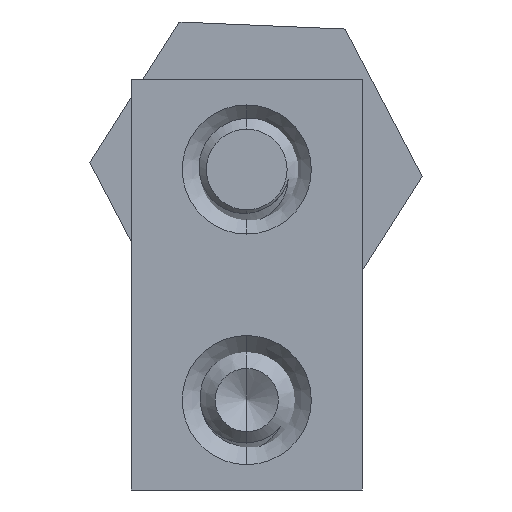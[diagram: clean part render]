
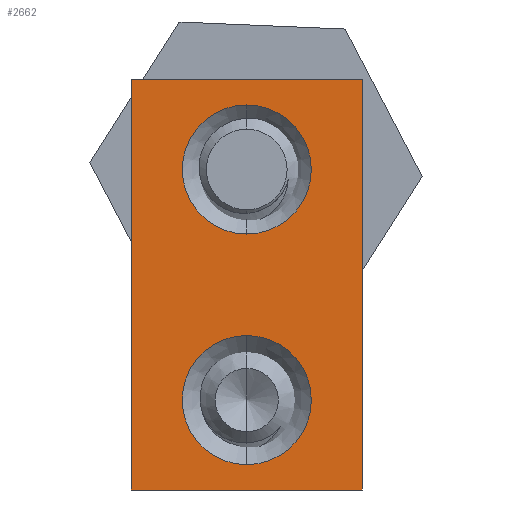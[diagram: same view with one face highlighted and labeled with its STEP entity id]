
A CAD part, front view. The second image highlights one B-rep face of the part: STEP entity #2662.
In plain terms, the highlighted planar face has unit normal (0, -1, 0).
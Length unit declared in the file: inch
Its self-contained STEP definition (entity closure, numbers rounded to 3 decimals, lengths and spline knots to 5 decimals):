
#118 = DIRECTION ( 'NONE',  ( 1., 0., 0. ) ) ;
#126 = CARTESIAN_POINT ( 'NONE',  ( 0., 0., 0.39 ) ) ;
#197 = PLANE ( 'NONE',  #2023 ) ;
#206 = DIRECTION ( 'NONE',  ( 0., 0., 1. ) ) ;
#290 = DIRECTION ( 'NONE',  ( 0., 1., 0. ) ) ;
#333 = DIRECTION ( 'NONE',  ( 1., 0., 0. ) ) ;
#362 = VERTEX_POINT ( 'NONE', #3321 ) ;
#368 = VECTOR ( 'NONE', #2879, 39.37008 ) ;
#601 = EDGE_CURVE ( 'NONE', #6030, #6644, #5139, .T. ) ;
#652 = EDGE_CURVE ( 'NONE', #6644, #362, #2814, .T. ) ;
#704 = ORIENTED_EDGE ( 'NONE', *, *, #3078, .T. ) ;
#732 = DIRECTION ( 'NONE',  ( 0., 0., 1. ) ) ;
#878 = CARTESIAN_POINT ( 'NONE',  ( 0., 0., -0.25 ) ) ;
#906 = DIRECTION ( 'NONE',  ( 0., 0., -1. ) ) ;
#966 = EDGE_LOOP ( 'NONE', ( #1184, #704 ) ) ;
#1184 = ORIENTED_EDGE ( 'NONE', *, *, #3272, .T. ) ;
#1432 = DIRECTION ( 'NONE',  ( 0., 0., 1. ) ) ;
#1474 = AXIS2_PLACEMENT_3D ( 'NONE', #3571, #290, #4132 ) ;
#1521 = AXIS2_PLACEMENT_3D ( 'NONE', #5615, #2317, #6181 ) ;
#1570 = VECTOR ( 'NONE', #118, 39.37008 ) ;
#1738 = CARTESIAN_POINT ( 'NONE',  ( -0.25, 0., -0.445 ) ) ;
#1830 = LINE ( 'NONE', #2335, #368 ) ;
#1884 = EDGE_LOOP ( 'NONE', ( #6948, #2198 ) ) ;
#2023 = AXIS2_PLACEMENT_3D ( 'NONE', #2920, #6239, #732 ) ;
#2117 = EDGE_CURVE ( 'NONE', #6030, #2337, #1830, .T. ) ;
#2150 = EDGE_LOOP ( 'NONE', ( #4196, #3696, #5981, #6625 ) ) ;
#2198 = ORIENTED_EDGE ( 'NONE', *, *, #3984, .T. ) ;
#2317 = DIRECTION ( 'NONE',  ( 0., 1., 0. ) ) ;
#2335 = CARTESIAN_POINT ( 'NONE',  ( -0.25, 0., 0.445 ) ) ;
#2337 = VERTEX_POINT ( 'NONE', #6785 ) ;
#2417 = CARTESIAN_POINT ( 'NONE',  ( 0., 0., -0.39 ) ) ;
#2500 = FACE_BOUND ( 'NONE', #1884, .T. ) ;
#2652 = CARTESIAN_POINT ( 'NONE',  ( 0.25, 0., 0.445 ) ) ;
#2662 = ADVANCED_FACE ( 'NONE', ( #5255, #2500, #6738 ), #197, .F. ) ;
#2814 = LINE ( 'NONE', #2652, #7027 ) ;
#2858 = CARTESIAN_POINT ( 'NONE',  ( -0.25, 0., 0.445 ) ) ;
#2879 = DIRECTION ( 'NONE',  ( 0., 0., -1. ) ) ;
#2920 = CARTESIAN_POINT ( 'NONE',  ( -0.25, 0., 0.445 ) ) ;
#2973 = CARTESIAN_POINT ( 'NONE',  ( -0.25, 0., 0.445 ) ) ;
#3032 = LINE ( 'NONE', #1738, #1570 ) ;
#3078 = EDGE_CURVE ( 'NONE', #6517, #6149, #6818, .T. ) ;
#3181 = CIRCLE ( 'NONE', #6337, 0.14 ) ;
#3272 = EDGE_CURVE ( 'NONE', #6149, #6517, #3181, .T. ) ;
#3274 = CIRCLE ( 'NONE', #1474, 0.14 ) ;
#3321 = CARTESIAN_POINT ( 'NONE',  ( 0.25, 0., -0.445 ) ) ;
#3345 = AXIS2_PLACEMENT_3D ( 'NONE', #878, #4731, #1432 ) ;
#3438 = CARTESIAN_POINT ( 'NONE',  ( 0., 0., -0.11 ) ) ;
#3482 = DIRECTION ( 'NONE',  ( 0., 1., 0. ) ) ;
#3537 = VERTEX_POINT ( 'NONE', #3438 ) ;
#3571 = CARTESIAN_POINT ( 'NONE',  ( 0., 0., -0.25 ) ) ;
#3696 = ORIENTED_EDGE ( 'NONE', *, *, #652, .F. ) ;
#3935 = EDGE_CURVE ( 'NONE', #4674, #3537, #3274, .T. ) ;
#3984 = EDGE_CURVE ( 'NONE', #3537, #4674, #5849, .T. ) ;
#4132 = DIRECTION ( 'NONE',  ( 0., 0., 1. ) ) ;
#4196 = ORIENTED_EDGE ( 'NONE', *, *, #5202, .T. ) ;
#4219 = CARTESIAN_POINT ( 'NONE',  ( 0., 0., 0.11 ) ) ;
#4674 = VERTEX_POINT ( 'NONE', #2417 ) ;
#4731 = DIRECTION ( 'NONE',  ( 0., 1., 0. ) ) ;
#5139 = LINE ( 'NONE', #2973, #6267 ) ;
#5202 = EDGE_CURVE ( 'NONE', #2337, #362, #3032, .T. ) ;
#5255 = FACE_BOUND ( 'NONE', #966, .T. ) ;
#5615 = CARTESIAN_POINT ( 'NONE',  ( 0., 0., 0.25 ) ) ;
#5849 = CIRCLE ( 'NONE', #3345, 0.14 ) ;
#5981 = ORIENTED_EDGE ( 'NONE', *, *, #601, .F. ) ;
#6030 = VERTEX_POINT ( 'NONE', #2858 ) ;
#6037 = CARTESIAN_POINT ( 'NONE',  ( 0.25, 0., 0.445 ) ) ;
#6149 = VERTEX_POINT ( 'NONE', #4219 ) ;
#6181 = DIRECTION ( 'NONE',  ( 0., 0., 1. ) ) ;
#6239 = DIRECTION ( 'NONE',  ( 0., 1., 0. ) ) ;
#6267 = VECTOR ( 'NONE', #333, 39.37008 ) ;
#6337 = AXIS2_PLACEMENT_3D ( 'NONE', #6784, #3482, #206 ) ;
#6517 = VERTEX_POINT ( 'NONE', #126 ) ;
#6625 = ORIENTED_EDGE ( 'NONE', *, *, #2117, .T. ) ;
#6644 = VERTEX_POINT ( 'NONE', #6037 ) ;
#6738 = FACE_OUTER_BOUND ( 'NONE', #2150, .T. ) ;
#6784 = CARTESIAN_POINT ( 'NONE',  ( 0., 0., 0.25 ) ) ;
#6785 = CARTESIAN_POINT ( 'NONE',  ( -0.25, 0., -0.445 ) ) ;
#6818 = CIRCLE ( 'NONE', #1521, 0.14 ) ;
#6948 = ORIENTED_EDGE ( 'NONE', *, *, #3935, .T. ) ;
#7027 = VECTOR ( 'NONE', #906, 39.37008 ) ;
